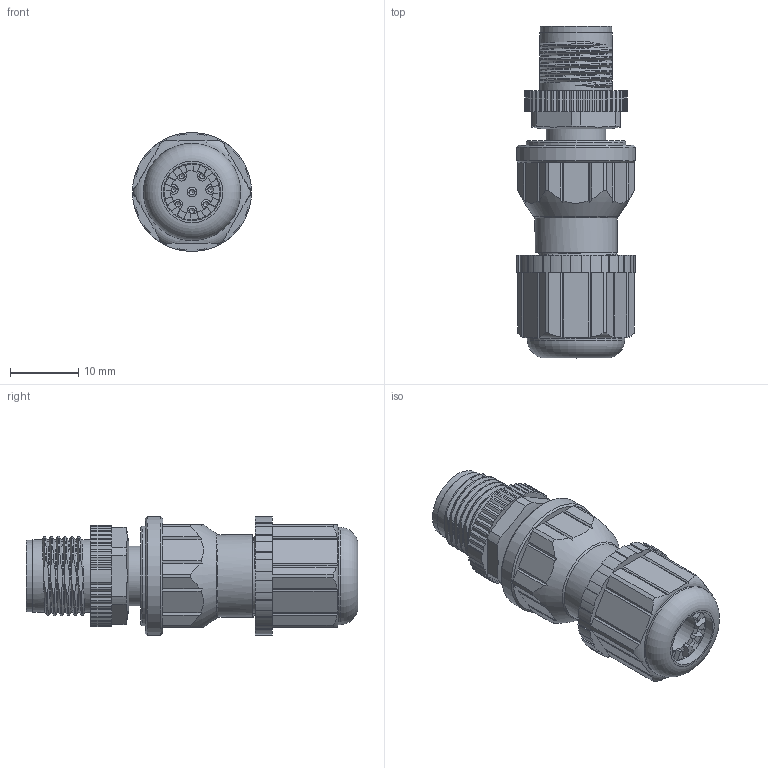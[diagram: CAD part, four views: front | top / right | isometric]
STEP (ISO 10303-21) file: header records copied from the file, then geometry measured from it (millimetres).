
FILE_DESCRIPTION(/* description */ ('Unknown'),/* implementation_level */ '2;1');
FILE_NAME(/* name */ '643712100008',/* time_stamp */ '2022-02-16T10:30:28+01:00',/* author */ ('Unknown'),/* organization */ ('Unknown'),/* preprocessor_version */ 'ST-DEVELOPER v16.7',/* originating_system */ 'Solid Edge',/* authorisation */ 'Unknown');
FILE_SCHEMA (('AUTOMOTIVE_DESIGN {1 0 10303 214 3 1 1}'));
Products named in the file (12): 6437121000xx; 6437121000xx_Body; 6437121000xx_clip; 6437121000xx_seal; 6437121000xx_sealing nut; 6437121000xx_Extension gasket; 6437121000xx_housing; 643712100008_housing; 643712100008_epoxy; 6437121000xx_screw nut; 643712100008_pin; 6437121000xx_Extension
Assembly tree (18 placements, depth 3):
  6437121000xx
    6437121000xx_Body
    6437121000xx_clip
    6437121000xx_seal
    6437121000xx_sealing nut
    6437121000xx_Extension gasket
    6437121000xx_housing
      643712100008_housing
      643712100008_epoxy
      6437121000xx_screw nut
      643712100008_pin  x8
      6437121000xx_Extension
Bounding box: 17.4 x 48.5 x 17.4 mm (x, y, z)
Volume: 5285.2 mm3; surface area: 9782.8 mm2
Topology: 17 solids, 17 shells, 1189 faces, 3143 edges, 2059 vertices
Faces by surface type: plane 595, cylinder 389, torus 98, cone 61, bspline 46
Full cylindrical faces by diameter (mm): 0.8 x16, 1 x8, 1.1 x8, 1.2 x8, 1.28 x8, 1.3 x32, 1.4 x16, 1.43 x32, 1.6 x8, 6.3 x1, 7.45 x1, 8 x1, 8.1 x4, 8.3 x1, 8.4 x1, 8.5 x1, 8.75 x3, 8.95 x1, 9.3 x5, 9.4 x2, 10 x1, 10.4 x1, 10.6 x6, 10.95 x5, 11.35 x2, 11.42 x3, 12 x1, 12.3 x11, 12.5 x1, 12.7 x6
Entity records: 49528 total; most frequent: CARTESIAN_POINT 27584, ORIENTED_EDGE 4700, DIRECTION 4093, EDGE_CURVE 2350, VERTEX_POINT 1607, AXIS2_PLACEMENT_3D 1422, LINE 1249, VECTOR 1249
